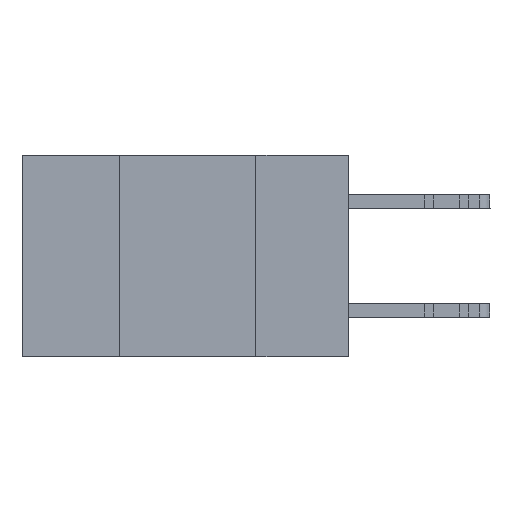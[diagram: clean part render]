
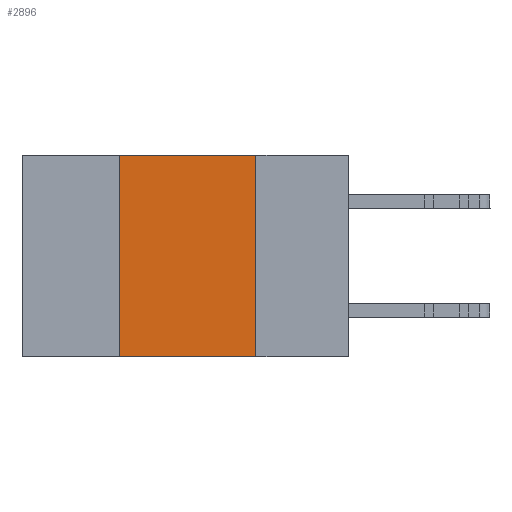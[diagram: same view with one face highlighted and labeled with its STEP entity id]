
A CAD part, left-side view. The second image highlights one B-rep face of the part: STEP entity #2896.
In plain terms, the highlighted planar face has unit normal (-1, 0, 0).
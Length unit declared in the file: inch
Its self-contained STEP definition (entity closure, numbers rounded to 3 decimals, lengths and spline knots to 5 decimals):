
#757 = EDGE_CURVE ( 'NONE', #6252, #4093, #20699, .T. ) ;
#1644 = VECTOR ( 'NONE', #7949, 39.37008 ) ;
#2477 = CARTESIAN_POINT ( 'NONE',  ( 0., 0.6, -0.37 ) ) ;
#2896 = ADVANCED_FACE ( 'NONE', ( #18418 ), #20396, .F. ) ;
#3226 = DIRECTION ( 'NONE',  ( 1., 0., 0. ) ) ;
#3276 = EDGE_CURVE ( 'NONE', #4520, #18474, #10301, .T. ) ;
#4093 = VERTEX_POINT ( 'NONE', #24177 ) ;
#4298 = EDGE_CURVE ( 'NONE', #4520, #6252, #9875, .T. ) ;
#4520 = VERTEX_POINT ( 'NONE', #5009 ) ;
#4656 = DIRECTION ( 'NONE',  ( 0., 0., 1. ) ) ;
#4926 = DIRECTION ( 'NONE',  ( 0., 0., -1. ) ) ;
#4975 = DIRECTION ( 'NONE',  ( 0., 0., -1. ) ) ;
#5009 = CARTESIAN_POINT ( 'NONE',  ( 0., 0.42, -0.37 ) ) ;
#6252 = VERTEX_POINT ( 'NONE', #10838 ) ;
#7949 = DIRECTION ( 'NONE',  ( 0., -1., 0. ) ) ;
#9875 = LINE ( 'NONE', #19821, #17547 ) ;
#10119 = ORIENTED_EDGE ( 'NONE', *, *, #757, .F. ) ;
#10301 = LINE ( 'NONE', #2477, #1644 ) ;
#10540 = VECTOR ( 'NONE', #4926, 39.37008 ) ;
#10838 = CARTESIAN_POINT ( 'NONE',  ( 0., 0.42, 0. ) ) ;
#11748 = DIRECTION ( 'NONE',  ( 0., -1., 0. ) ) ;
#12536 = EDGE_LOOP ( 'NONE', ( #24204, #10119, #22341, #13881 ) ) ;
#13110 = CARTESIAN_POINT ( 'NONE',  ( 0., 0.6, 0. ) ) ;
#13881 = ORIENTED_EDGE ( 'NONE', *, *, #3276, .T. ) ;
#14804 = CARTESIAN_POINT ( 'NONE',  ( 0., 0.6, 0. ) ) ;
#15155 = AXIS2_PLACEMENT_3D ( 'NONE', #14804, #3226, #4975 ) ;
#15491 = VECTOR ( 'NONE', #11748, 39.37008 ) ;
#17547 = VECTOR ( 'NONE', #4656, 39.37008 ) ;
#17985 = EDGE_CURVE ( 'NONE', #4093, #18474, #20220, .T. ) ;
#18418 = FACE_OUTER_BOUND ( 'NONE', #12536, .T. ) ;
#18474 = VERTEX_POINT ( 'NONE', #20325 ) ;
#18605 = CARTESIAN_POINT ( 'NONE',  ( 0., 0.17, -0.37 ) ) ;
#19821 = CARTESIAN_POINT ( 'NONE',  ( 0., 0.42, -0.37 ) ) ;
#20220 = LINE ( 'NONE', #18605, #10540 ) ;
#20325 = CARTESIAN_POINT ( 'NONE',  ( 0., 0.17, -0.37 ) ) ;
#20396 = PLANE ( 'NONE',  #15155 ) ;
#20699 = LINE ( 'NONE', #13110, #15491 ) ;
#22341 = ORIENTED_EDGE ( 'NONE', *, *, #4298, .F. ) ;
#24177 = CARTESIAN_POINT ( 'NONE',  ( 0., 0.17, 0. ) ) ;
#24204 = ORIENTED_EDGE ( 'NONE', *, *, #17985, .F. ) ;
